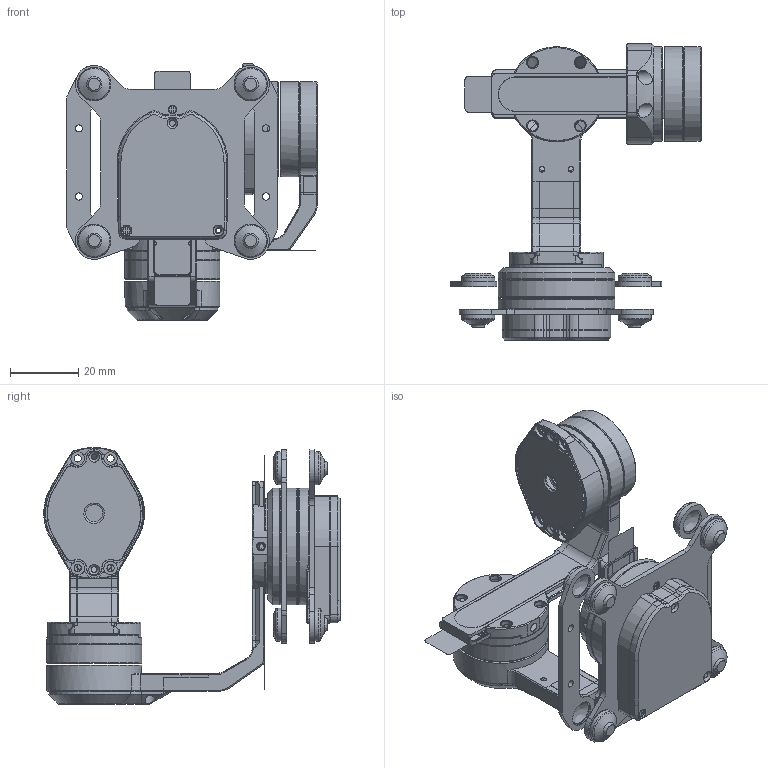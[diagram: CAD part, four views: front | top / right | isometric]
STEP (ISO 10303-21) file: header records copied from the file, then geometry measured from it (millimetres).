
FILE_DESCRIPTION (( 'STEP AP214' ), '1' );
FILE_NAME ('C200T_勤俋耀倰.STEP', '2026-01-04T04:34:31', ( '' ), ( '' ), 'SwSTEP 2.0', 'SolidWorks 2023', '' );
FILE_SCHEMA (( 'AUTOMOTIVE_DESIGN' ));
Length unit declared in the file: millimetre
Products named in the file (6): C200_X2-abc; C200_X2-abcd; C200__X2_6eda8f6c52a09ad8_X0__1; C200__X2_63075411_X0_; C200__X2_4fef4ef0_X0__1; C200T_对外模型
Assembly tree (5 placements, depth 2):
  C200T_对外模型
    C200__X2_4fef4ef0_X0__1
    C200__X2_6eda8f6c52a09ad8_X0__1
    C200_X2-abc
    C200_X2-abcd
    C200__X2_63075411_X0_
Bounding box: 73.5 x 87.01 x 75.45 mm (x, y, z)
Surface area: 25930.4 mm2 (no closed solid volume)
Topology: 0 solids, 60 shells, 641 faces, 2213 edges, 1628 vertices
Faces by surface type: plane 261, cylinder 206, cone 132, bspline 42
Full cylindrical faces by diameter (mm): 1.25 x3, 1.8 x4, 2.1 x8, 2.3 x2, 3 x3, 3.1 x8, 4 x4, 4.2 x4, 5 x1, 9.75 x8, 27.9 x5, 34.3 x3
Entity records: 32352 total; most frequent: CARTESIAN_POINT 14432, DIRECTION 3727, ORIENTED_EDGE 3130, EDGE_CURVE 1984, VERTEX_POINT 1534, AXIS2_PLACEMENT_3D 1333, LINE 1061, VECTOR 1061
